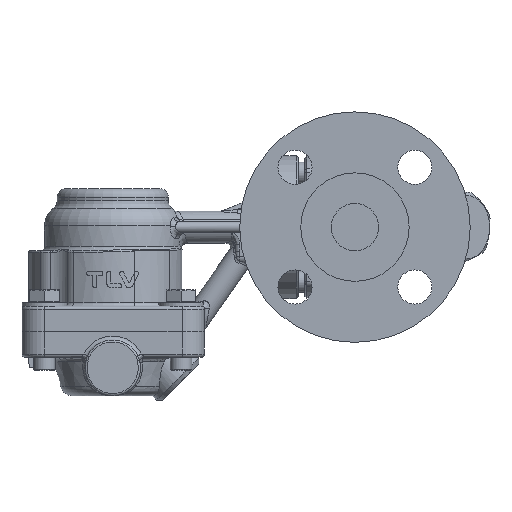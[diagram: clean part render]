
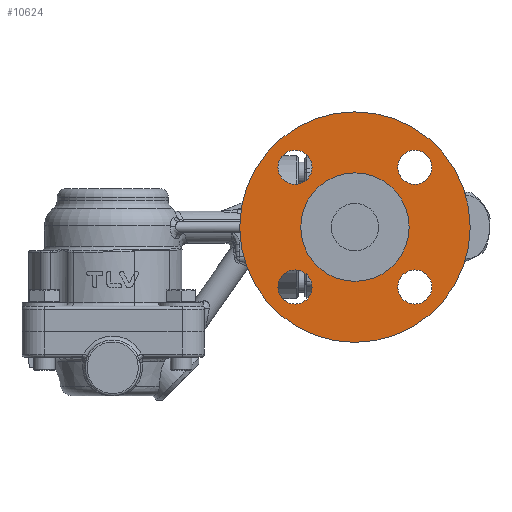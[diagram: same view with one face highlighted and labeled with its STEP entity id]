
A CAD part, front view. The second image highlights one B-rep face of the part: STEP entity #10624.
In plain terms, the highlighted planar face has unit normal (0, -1, 0).
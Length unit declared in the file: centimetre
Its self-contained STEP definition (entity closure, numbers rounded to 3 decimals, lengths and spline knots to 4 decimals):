
#2030=FACE_BOUND('',#3777,.T.);
#2031=FACE_BOUND('',#3778,.T.);
#2032=FACE_BOUND('',#3779,.T.);
#2033=FACE_BOUND('',#3780,.T.);
#2034=FACE_BOUND('',#3781,.T.);
#2947=FACE_OUTER_BOUND('',#3776,.T.);
#3776=EDGE_LOOP('',(#9688));
#3777=EDGE_LOOP('',(#9689));
#3778=EDGE_LOOP('',(#9690));
#3779=EDGE_LOOP('',(#9691));
#3780=EDGE_LOOP('',(#9692));
#3781=EDGE_LOOP('',(#9693));
#4408=CIRCLE('',#11873,5.4);
#4409=CIRCLE('',#11874,0.8);
#4410=CIRCLE('',#11875,0.8);
#4411=CIRCLE('',#11876,0.8);
#4412=CIRCLE('',#11877,0.8);
#4413=CIRCLE('',#11878,2.54);
#5333=VERTEX_POINT('',#23273);
#5334=VERTEX_POINT('',#23275);
#5335=VERTEX_POINT('',#23277);
#5336=VERTEX_POINT('',#23279);
#5337=VERTEX_POINT('',#23281);
#5338=VERTEX_POINT('',#23283);
#6794=EDGE_CURVE('',#5333,#5333,#4408,.T.);
#6795=EDGE_CURVE('',#5334,#5334,#4409,.T.);
#6796=EDGE_CURVE('',#5335,#5335,#4410,.T.);
#6797=EDGE_CURVE('',#5336,#5336,#4411,.T.);
#6798=EDGE_CURVE('',#5337,#5337,#4412,.T.);
#6799=EDGE_CURVE('',#5338,#5338,#4413,.T.);
#9688=ORIENTED_EDGE('',*,*,#6794,.F.);
#9689=ORIENTED_EDGE('',*,*,#6795,.T.);
#9690=ORIENTED_EDGE('',*,*,#6796,.T.);
#9691=ORIENTED_EDGE('',*,*,#6797,.T.);
#9692=ORIENTED_EDGE('',*,*,#6798,.T.);
#9693=ORIENTED_EDGE('',*,*,#6799,.F.);
#9951=PLANE('',#11872);
#10624=ADVANCED_FACE('',(#2947,#2030,#2031,#2032,#2033,#2034),#9951,.F.);
#11872=AXIS2_PLACEMENT_3D('',#23272,#14777,#14778);
#11873=AXIS2_PLACEMENT_3D('',#23274,#14779,#14780);
#11874=AXIS2_PLACEMENT_3D('',#23276,#14781,#14782);
#11875=AXIS2_PLACEMENT_3D('',#23278,#14783,#14784);
#11876=AXIS2_PLACEMENT_3D('',#23280,#14785,#14786);
#11877=AXIS2_PLACEMENT_3D('',#23282,#14787,#14788);
#11878=AXIS2_PLACEMENT_3D('',#23284,#14789,#14790);
#14777=DIRECTION('center_axis',(0.,1.,0.));
#14778=DIRECTION('ref_axis',(1.,0.,0.));
#14779=DIRECTION('center_axis',(0.,1.,0.));
#14780=DIRECTION('ref_axis',(1.,0.,0.));
#14781=DIRECTION('center_axis',(0.,1.,0.));
#14782=DIRECTION('ref_axis',(0.,0.,
1.));
#14783=DIRECTION('center_axis',(0.,1.,0.));
#14784=DIRECTION('ref_axis',(-1.,0.,0.));
#14785=DIRECTION('center_axis',(0.,1.,0.));
#14786=DIRECTION('ref_axis',(0.,0.,
-1.));
#14787=DIRECTION('center_axis',(0.,1.,0.));
#14788=DIRECTION('ref_axis',(1.,0.,0.));
#14789=DIRECTION('center_axis',(0.,-1.,0.));
#14790=DIRECTION('ref_axis',(1.,0.,0.));
#23272=CARTESIAN_POINT('Origin',(8.5259,-0.0829,-2.2379));
#23273=CARTESIAN_POINT('',(3.1259,-0.0829,-2.2379));
#23274=CARTESIAN_POINT('Origin',(8.5259,-0.0829,-2.2379));
#23275=CARTESIAN_POINT('',(5.7187,-0.0829,-0.2307));
#23276=CARTESIAN_POINT('Origin',(5.7187,-0.0829,0.5693));
#23277=CARTESIAN_POINT('',(6.5187,-0.0829,-5.0451));
#23278=CARTESIAN_POINT('Origin',(5.7187,-0.0829,-5.0451));
#23279=CARTESIAN_POINT('',(11.3331,-0.0829,-4.2451));
#23280=CARTESIAN_POINT('Origin',(11.3331,-0.0829,-5.0451));
#23281=CARTESIAN_POINT('',(10.5331,-0.0829,0.5693));
#23282=CARTESIAN_POINT('Origin',(11.3331,-0.0829,0.5693));
#23283=CARTESIAN_POINT('',(5.9859,-0.0829,-2.2379));
#23284=CARTESIAN_POINT('Origin',(8.5259,-0.0829,-2.2379));
